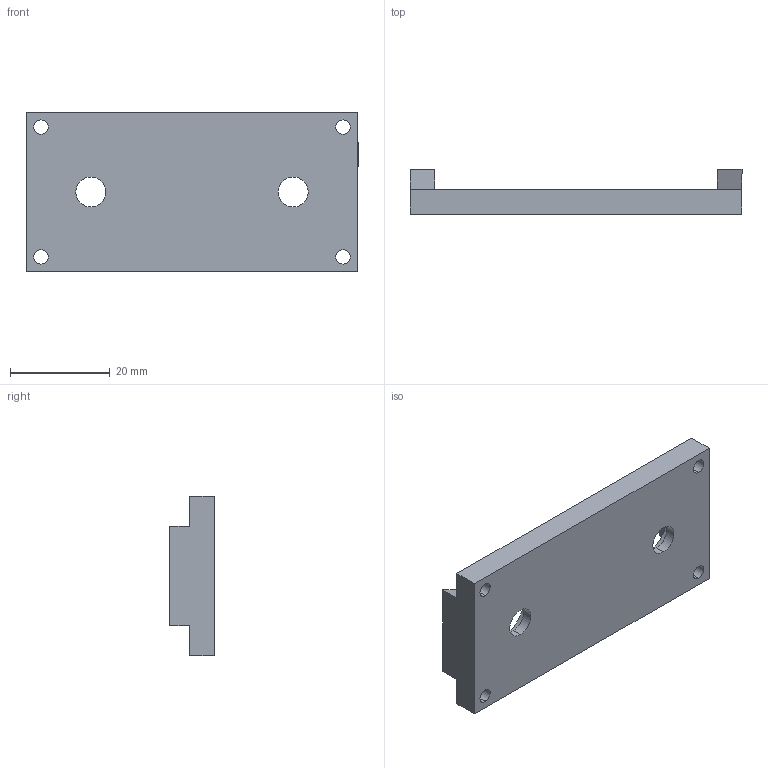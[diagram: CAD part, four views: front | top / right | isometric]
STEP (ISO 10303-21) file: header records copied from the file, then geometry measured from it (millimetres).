
FILE_DESCRIPTION (( 'USING AP203' ), '1' );
FILE_NAME ('bed-mosfet-base.STEP', '2024-07-05T14:51:15', ( '' ), ( '' ), '', '', '' );
FILE_SCHEMA (( 'CONFIG_CONTROL_DESIGN' ));
Length unit declared in the file: millimetre
Products named in the file (1): bed-mosfet-base
Bounding box: 66.6 x 9 x 32 mm (x, y, z)
Volume: 10429 mm3; surface area: 5928 mm2
Topology: 1 solids, 1 shells, 40 faces, 100 edges, 64 vertices
Faces by surface type: cylinder 16, plane 16, cone 8
Entity records: 1301 total; most frequent: DIRECTION 222, CARTESIAN_POINT 205, ORIENTED_EDGE 200, EDGE_CURVE 100, AXIS2_PLACEMENT_3D 81, VERTEX_POINT 64, LINE 60, VECTOR 60
